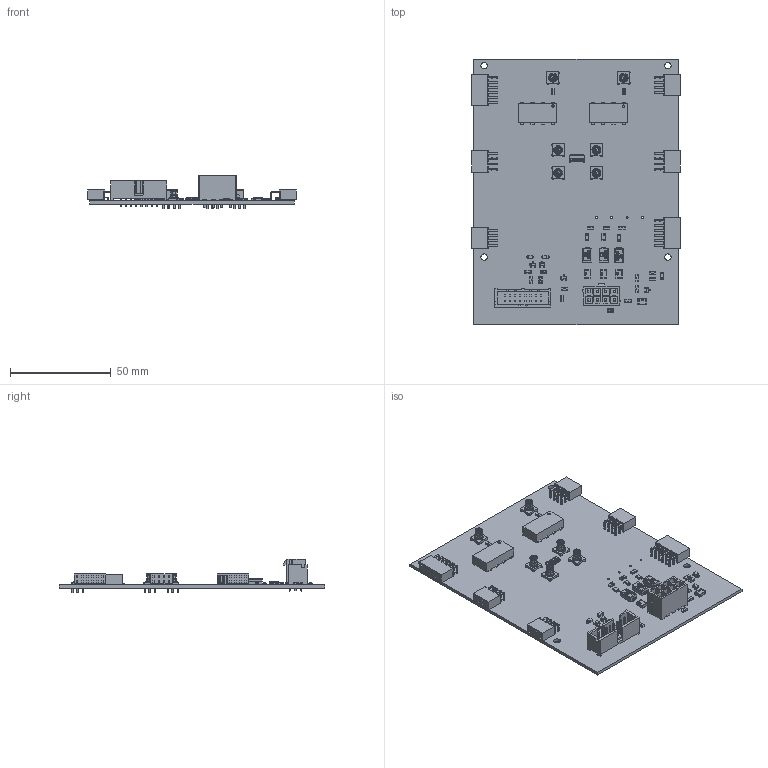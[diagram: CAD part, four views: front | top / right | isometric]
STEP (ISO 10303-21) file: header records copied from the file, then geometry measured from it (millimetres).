
FILE_DESCRIPTION(('Open CASCADE Model'),'2;1');
FILE_NAME('Open CASCADE Shape Model','2020-02-15T11:38:24',('Author'),( 'Open CASCADE'),'Open CASCADE STEP processor 6.8','Open CASCADE 6.8' ,'Unknown');
FILE_SCHEMA(('AUTOMOTIVE_DESIGN { 1 0 10303 214 1 1 1 1 }'));
Length unit declared in the file: millimetre
Products named in the file (120): PCB; Board; JP30; c-5103309-03-b-3d; J5; 60614003121504; REF2; 1694092032; Extruded; 1737021824; Cylinder; 1694091712; REF1; P1; 5034801200; Open CASCADE STEP translator 6.8 1.6.1.1; Open CASCADE STEP translator 6.8 1.6.1.2; F1; User_Library-1206_SMD_Resistor; LO2; SSW-104-02-G-D-RA; _T1SSW-104-02-G-D-RA; _P2SSW-104-02-G-D-RA; DB2; JP10; SSW-106-02-G-D-RA; _T1SSW-106-02-G-D-RA; _P2SSW-106-02-G-D-RA; J1; C1; C2; J2; D2; CircuitWorks-SOD123; L1; SW3dPS-1812_SMD_Capacitor; C11; User_Library-AVX_D_CASE; LED1; User_Library-LED1206G ...
Assembly tree (174 placements, depth 6):
  PCB
    Board
    JP30
      c-5103309-03-b-3d
    J5
      60614003121504
    REF2
      1694092032
        Extruded
      1737021824
        Cylinder
      1694091712  x8
        Extruded
    REF1
      1694092032
        Extruded
      1737021824
        Cylinder
      1694091712  x8
        Extruded
    P1
      5034801200
        Open CASCADE STEP translator 6.8 1.6.1.1
        Open CASCADE STEP translator 6.8 1.6.1.2
    F1
      User_Library-1206_SMD_Resistor
    LO2
      SSW-104-02-G-D-RA
        _T1SSW-104-02-G-D-RA
        _P2SSW-104-02-G-D-RA
    DB2
      SSW-104-02-G-D-RA
        _T1SSW-104-02-G-D-RA
        _P2SSW-104-02-G-D-RA
    JP10
      SSW-106-02-G-D-RA
        _T1SSW-106-02-G-D-RA
        _P2SSW-106-02-G-D-RA
    J1
      60614003121504
    C1
      User_Library-1206_SMD_Resistor
    C2
      User_Library-1206_SMD_Resistor
    J2
      60614003121504
    D2
      CircuitWorks-SOD123
    L1
      SW3dPS-1812_SMD_Capacitor
    C11
      User_Library-AVX_D_CASE
    LED1
      User_Library-LED1206G
        Open_CASCADE_STEP_translator_6.2_262.2
          352697808
            Extruded2
          352697808
            Extruded2
          352697936
Bounding box: 103.63 x 132 x 16.7 mm (x, y, z)
Volume: 28984.1 mm3; surface area: 42720.5 mm2
Topology: 104 solids, 104 shells, 6133 faces, 15770 edges, 10078 vertices
Faces by surface type: plane 3907, cylinder 1001, bspline 857, sphere 200, cone 162, torus 6
Full cylindrical faces by diameter (mm): 0.5 x6, 0.9 x16, 0.96 x6, 0.965 x60, 1.2 x2, 1.201 x6, 1.3 x30, 1.4 x8, 2.04 x6, 2.5 x6, 2.6 x6, 2.601 x6, 2.8 x12, 3.2 x4, 3.4 x6
Entity records: 192918 total; most frequent: CARTESIAN_POINT 67169, DIRECTION 20839, LINE 14640, VECTOR 14640, ORIENTED_EDGE 11784, PCURVE 11784, DEFINITIONAL_REPRESENTATION 11784, EDGE_CURVE 5892
